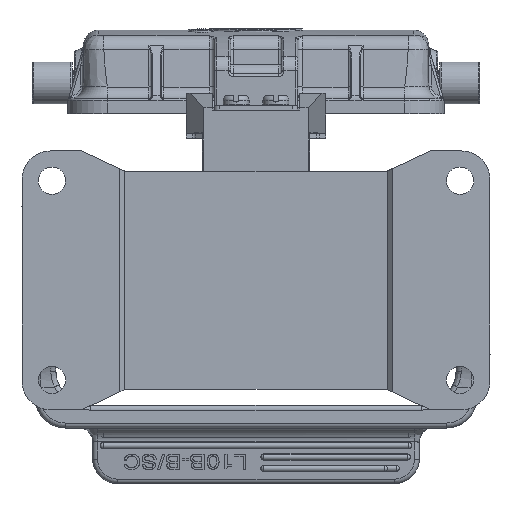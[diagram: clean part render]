
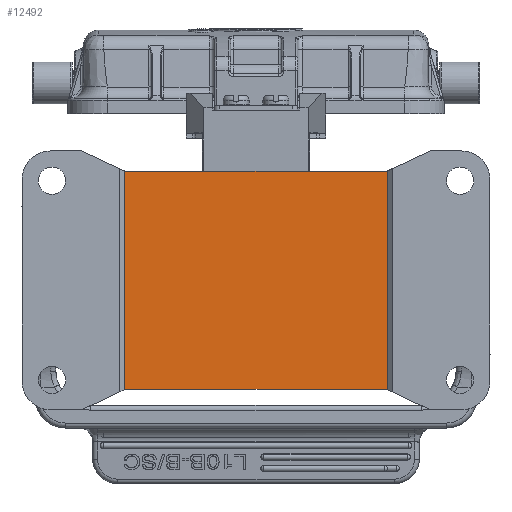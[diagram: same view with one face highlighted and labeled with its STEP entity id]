
A CAD part, front view. The second image highlights one B-rep face of the part: STEP entity #12492.
In plain terms, the highlighted planar face has unit normal (0, -1, 0).
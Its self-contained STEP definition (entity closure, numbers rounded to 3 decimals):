
#553=B_SPLINE_CURVE_WITH_KNOTS('',3,(#56383,#56384,#56385,#56386,#56387,
#56388,#56389),.UNSPECIFIED.,.F.,.F.,(4,3,4),(0.,0.03,1.),
 .UNSPECIFIED.);
#569=B_SPLINE_CURVE_WITH_KNOTS('',3,(#56677,#56678,#56679,#56680),
 .UNSPECIFIED.,.F.,.F.,(4,4),(0.,1.),.UNSPECIFIED.);
#571=B_SPLINE_CURVE_WITH_KNOTS('',3,(#56687,#56688,#56689,#56690,#56691,
#56692,#56693,#56694,#56695,#56696),.UNSPECIFIED.,.F.,.F.,(4,3,3,4),(0.,
0.03,0.97,1.),.UNSPECIFIED.);
#574=B_SPLINE_CURVE_WITH_KNOTS('',3,(#56735,#56736,#56737,#56738,#56739,
#56740,#56741),.UNSPECIFIED.,.F.,.F.,(4,3,4),(0.,0.03,1.),
 .UNSPECIFIED.);
#576=B_SPLINE_CURVE_WITH_KNOTS('',3,(#56748,#56749,#56750,#56751,#56752,
#56753,#56754),.UNSPECIFIED.,.F.,.F.,(4,3,4),(0.,0.969,1.),
 .UNSPECIFIED.);
#577=B_SPLINE_CURVE_WITH_KNOTS('',3,(#56757,#56758,#56759,#56760),
 .UNSPECIFIED.,.F.,.F.,(4,4),(0.,1.),.UNSPECIFIED.);
#578=B_SPLINE_CURVE_WITH_KNOTS('',3,(#56761,#56762,#56763,#56764),
 .UNSPECIFIED.,.F.,.F.,(4,4),(0.,1.),.UNSPECIFIED.);
#579=B_SPLINE_CURVE_WITH_KNOTS('',3,(#56765,#56766,#56767,#56768),
 .UNSPECIFIED.,.F.,.F.,(4,4),(0.,1.),.UNSPECIFIED.);
#10168=FACE_OUTER_BOUND('',#16165,.T.);
#12492=ADVANCED_FACE('',(#10168),#14895,.T.);
#14895=PLANE('',#43036);
#16165=EDGE_LOOP('',(#19043,#19044,#19045,#19046,#19047,#19048,#19049,#19050));
#19043=ORIENTED_EDGE('',*,*,#35549,.F.);
#19044=ORIENTED_EDGE('',*,*,#35550,.T.);
#19045=ORIENTED_EDGE('',*,*,#35547,.F.);
#19046=ORIENTED_EDGE('',*,*,#35551,.F.);
#19047=ORIENTED_EDGE('',*,*,#35530,.F.);
#19048=ORIENTED_EDGE('',*,*,#35528,.F.);
#19049=ORIENTED_EDGE('',*,*,#35414,.F.);
#19050=ORIENTED_EDGE('',*,*,#35552,.F.);
#31345=VERTEX_POINT('',#56382);
#31346=VERTEX_POINT('',#56390);
#31433=VERTEX_POINT('',#56681);
#31434=VERTEX_POINT('',#56697);
#31445=VERTEX_POINT('',#56734);
#31446=VERTEX_POINT('',#56742);
#31447=VERTEX_POINT('',#56755);
#31448=VERTEX_POINT('',#56756);
#35414=EDGE_CURVE('',#31345,#31346,#553,.T.);
#35528=EDGE_CURVE('',#31346,#31433,#569,.T.);
#35530=EDGE_CURVE('',#31433,#31434,#571,.T.);
#35547=EDGE_CURVE('',#31445,#31446,#574,.T.);
#35549=EDGE_CURVE('',#31447,#31448,#576,.T.);
#35550=EDGE_CURVE('',#31447,#31446,#577,.T.);
#35551=EDGE_CURVE('',#31434,#31445,#578,.T.);
#35552=EDGE_CURVE('',#31448,#31345,#579,.T.);
#43036=AXIS2_PLACEMENT_3D('',#56769,#46827,#46828);
#46827=DIRECTION('',(0.,-1.,0.));
#46828=DIRECTION('',(-1.,0.,0.));
#56382=CARTESIAN_POINT('',(52.073,50.375,18.593));
#56383=CARTESIAN_POINT('',(52.073,50.375,18.592));
#56384=CARTESIAN_POINT('',(52.073,50.375,18.592));
#56385=CARTESIAN_POINT('',(52.073,50.375,18.593));
#56386=CARTESIAN_POINT('',(52.073,50.375,18.593));
#56387=CARTESIAN_POINT('',(52.067,50.375,18.595));
#56388=CARTESIAN_POINT('',(52.061,50.375,18.598));
#56389=CARTESIAN_POINT('',(52.055,50.375,18.601));
#56390=CARTESIAN_POINT('',(52.055,50.375,18.601));
#56677=CARTESIAN_POINT('',(52.055,50.375,18.601));
#56678=CARTESIAN_POINT('',(34.487,50.375,18.601));
#56679=CARTESIAN_POINT('',(16.918,50.375,18.601));
#56680=CARTESIAN_POINT('',(-0.65,50.375,18.601));
#56681=CARTESIAN_POINT('',(-0.65,50.375,18.601));
#56687=CARTESIAN_POINT('',(-0.649,50.375,18.601));
#56688=CARTESIAN_POINT('',(-0.65,50.375,18.601));
#56689=CARTESIAN_POINT('',(-0.65,50.375,18.601));
#56690=CARTESIAN_POINT('',(-0.65,50.375,18.601));
#56691=CARTESIAN_POINT('',(-0.656,50.375,18.598));
#56692=CARTESIAN_POINT('',(-0.661,50.375,18.596));
#56693=CARTESIAN_POINT('',(-0.667,50.375,18.593));
#56694=CARTESIAN_POINT('',(-0.667,50.375,18.593));
#56695=CARTESIAN_POINT('',(-0.667,50.375,18.593));
#56696=CARTESIAN_POINT('',(-0.668,50.375,18.593));
#56697=CARTESIAN_POINT('',(-0.668,50.375,18.593));
#56734=CARTESIAN_POINT('',(-0.668,50.375,62.442));
#56735=CARTESIAN_POINT('',(-0.668,50.375,62.442));
#56736=CARTESIAN_POINT('',(-0.668,50.375,62.442));
#56737=CARTESIAN_POINT('',(-0.668,50.375,62.442));
#56738=CARTESIAN_POINT('',(-0.667,50.375,62.442));
#56739=CARTESIAN_POINT('',(-0.662,50.375,62.439));
#56740=CARTESIAN_POINT('',(-0.656,50.375,62.436));
#56741=CARTESIAN_POINT('',(-0.65,50.375,62.434));
#56742=CARTESIAN_POINT('',(-0.65,50.375,62.434));
#56748=CARTESIAN_POINT('',(52.055,50.375,62.434));
#56749=CARTESIAN_POINT('',(52.061,50.375,62.436));
#56750=CARTESIAN_POINT('',(52.066,50.375,62.439));
#56751=CARTESIAN_POINT('',(52.072,50.375,62.442));
#56752=CARTESIAN_POINT('',(52.072,50.375,62.442));
#56753=CARTESIAN_POINT('',(52.072,50.375,62.442));
#56754=CARTESIAN_POINT('',(52.073,50.375,62.442));
#56755=CARTESIAN_POINT('',(52.055,50.375,62.434));
#56756=CARTESIAN_POINT('',(52.073,50.375,62.442));
#56757=CARTESIAN_POINT('',(52.055,50.375,62.434));
#56758=CARTESIAN_POINT('',(34.487,50.375,62.434));
#56759=CARTESIAN_POINT('',(16.918,50.375,62.434));
#56760=CARTESIAN_POINT('',(-0.65,50.375,62.434));
#56761=CARTESIAN_POINT('',(-0.668,50.376,18.593));
#56762=CARTESIAN_POINT('',(-0.668,50.376,33.209));
#56763=CARTESIAN_POINT('',(-0.668,50.376,47.826));
#56764=CARTESIAN_POINT('',(-0.668,50.376,62.442));
#56765=CARTESIAN_POINT('',(52.073,50.376,62.442));
#56766=CARTESIAN_POINT('',(52.073,50.376,47.825));
#56767=CARTESIAN_POINT('',(52.073,50.376,33.209));
#56768=CARTESIAN_POINT('',(52.073,50.376,18.593));
#56769=CARTESIAN_POINT('',(25.703,50.375,40.517));
